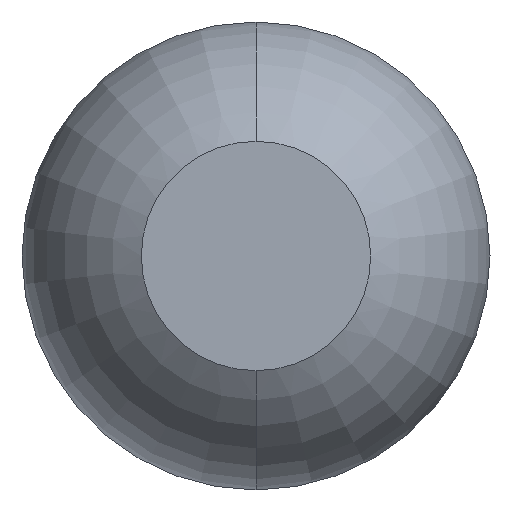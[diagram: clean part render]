
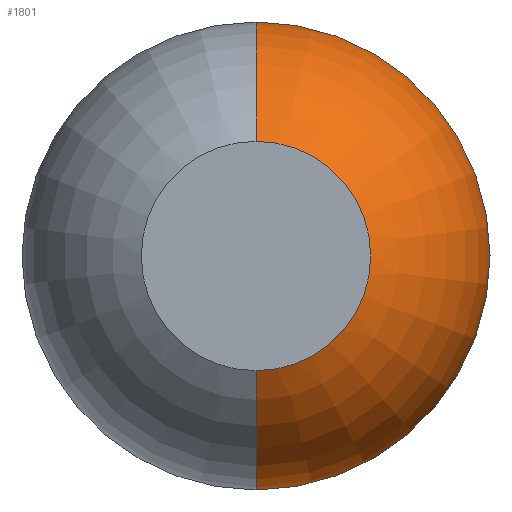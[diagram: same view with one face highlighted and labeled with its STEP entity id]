
A CAD part, front view. The second image highlights one B-rep face of the part: STEP entity #1801.
In plain terms, the highlighted toroidal (fillet/blend) face has major radius 0.01 mm and minor radius 0.5 mm.
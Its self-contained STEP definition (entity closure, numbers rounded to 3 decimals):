
#40 = AXIS2_PLACEMENT_3D ( 'NONE', #821, #1119, #3467 ) ;
#47 = CARTESIAN_POINT ( 'NONE',  ( 0., -27.4, 0.25 ) ) ;
#173 = CARTESIAN_POINT ( 'NONE',  ( 0., -26.961, -0.01 ) ) ;
#181 = AXIS2_PLACEMENT_3D ( 'NONE', #173, #1596, #1018 ) ;
#236 = ORIENTED_EDGE ( 'NONE', *, *, #3410, .T. ) ;
#258 = EDGE_CURVE ( 'NONE', #2079, #2580, #1219, .T. ) ;
#399 = CIRCLE ( 'NONE', #2384, 0.51 ) ;
#480 = FACE_OUTER_BOUND ( 'NONE', #3487, .T. ) ;
#649 = EDGE_CURVE ( 'Defeature ausgef�hrt2_6+Defeature ausgef�hrt2_5+Defeature ausgef�hrt2_5+Defeature ausgef�hrt2_5', #2580, #965, #399, .T. ) ;
#728 = CARTESIAN_POINT ( 'NONE',  ( 0., -26.961, 0.51 ) ) ;
#821 = CARTESIAN_POINT ( 'NONE',  ( 0., -26.961, 0.01 ) ) ;
#965 = VERTEX_POINT ( 'NONE', #1927 ) ;
#970 = VERTEX_POINT ( 'NONE', #1645 ) ;
#1018 = DIRECTION ( 'NONE',  ( 0., 0., -1. ) ) ;
#1071 = DIRECTION ( 'NONE',  ( 0., 0., 1. ) ) ;
#1119 = DIRECTION ( 'NONE',  ( -1., 0., 0. ) ) ;
#1219 = CIRCLE ( 'NONE', #40, 0.5 ) ;
#1470 = DIRECTION ( 'NONE',  ( 0., -1., 0. ) ) ;
#1553 = ORIENTED_EDGE ( 'NONE', *, *, #2747, .F. ) ;
#1596 = DIRECTION ( 'NONE',  ( 1., 0., 0. ) ) ;
#1645 = CARTESIAN_POINT ( 'NONE',  ( 0., -27.4, -0.25 ) ) ;
#1648 = ORIENTED_EDGE ( 'NONE', *, *, #649, .F. ) ;
#1742 = CARTESIAN_POINT ( 'NONE',  ( 0., -27.4, 0. ) ) ;
#1801 = ADVANCED_FACE ( 'Defeature ausgef�hrt2_5', ( #480 ), #2584, .T. ) ;
#1818 = AXIS2_PLACEMENT_3D ( 'NONE', #1856, #2487, #3016 ) ;
#1856 = CARTESIAN_POINT ( 'NONE',  ( 0., -26.961, 0. ) ) ;
#1859 = ORIENTED_EDGE ( 'NONE', *, *, #258, .F. ) ;
#1927 = CARTESIAN_POINT ( 'NONE',  ( 0., -26.961, -0.51 ) ) ;
#2079 = VERTEX_POINT ( 'NONE', #47 ) ;
#2145 = AXIS2_PLACEMENT_3D ( 'NONE', #1742, #1470, #2639 ) ;
#2238 = CARTESIAN_POINT ( 'NONE',  ( 0., -26.961, 0. ) ) ;
#2384 = AXIS2_PLACEMENT_3D ( 'NONE', #2238, #3712, #1071 ) ;
#2487 = DIRECTION ( 'NONE',  ( 0., 1., 0. ) ) ;
#2580 = VERTEX_POINT ( 'NONE', #728 ) ;
#2584 = TOROIDAL_SURFACE ( 'NONE', #1818, 0.01, 0.5 ) ;
#2639 = DIRECTION ( 'NONE',  ( 0., 0., -1. ) ) ;
#2675 = CIRCLE ( 'NONE', #2145, 0.25 ) ;
#2747 = EDGE_CURVE ( 'Defeature ausgef�hrt2_12+Defeature ausgef�hrt2_5+Defeature ausgef�hrt2_5+Defeature ausgef�hrt2_5', #970, #2079, #2675, .T. ) ;
#3016 = DIRECTION ( 'NONE',  ( 0., 0., 1. ) ) ;
#3410 = EDGE_CURVE ( 'NONE', #970, #965, #3801, .T. ) ;
#3467 = DIRECTION ( 'NONE',  ( 0., 0., 1. ) ) ;
#3487 = EDGE_LOOP ( 'NONE', ( #1553, #236, #1648, #1859 ) ) ;
#3712 = DIRECTION ( 'NONE',  ( 0., 1., 0. ) ) ;
#3801 = CIRCLE ( 'NONE', #181, 0.5 ) ;
